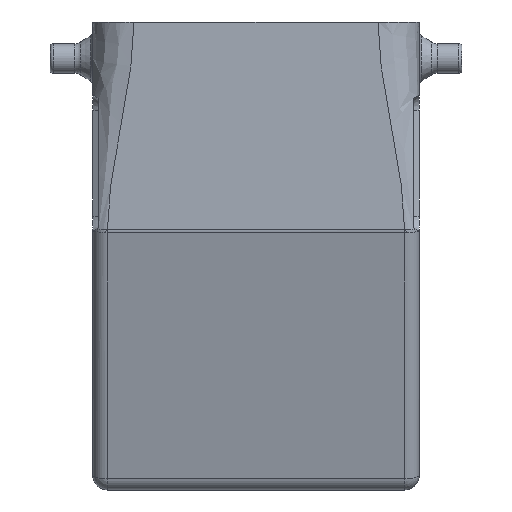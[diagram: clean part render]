
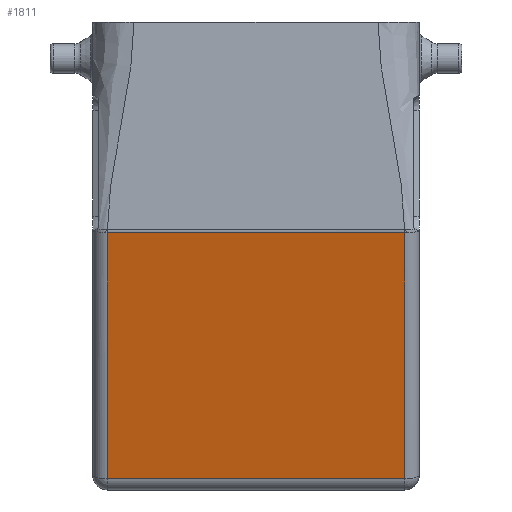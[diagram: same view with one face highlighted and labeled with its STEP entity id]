
A CAD part, left-side view. The second image highlights one B-rep face of the part: STEP entity #1811.
In plain terms, the highlighted planar face has unit normal (-0.973, 0, -0.232).
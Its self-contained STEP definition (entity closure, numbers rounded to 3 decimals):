
#337=PLANE('',#6958);
#669=LINE('',#9868,#1268);
#695=LINE('',#10056,#1294);
#696=LINE('',#10057,#1295);
#697=LINE('',#10058,#1296);
#1268=VECTOR('',#7866,1.);
#1294=VECTOR('',#7990,1.);
#1295=VECTOR('',#7991,1.);
#1296=VECTOR('',#7992,1.);
#1811=ADVANCED_FACE('NONE',(#2283),#337,.T.);
#2283=FACE_OUTER_BOUND('',#2662,.T.);
#2662=EDGE_LOOP('',(#3723,#3724,#3725,#3726));
#3723=ORIENTED_EDGE('',*,*,#5982,.T.);
#3724=ORIENTED_EDGE('',*,*,#6046,.F.);
#3725=ORIENTED_EDGE('',*,*,#6047,.F.);
#3726=ORIENTED_EDGE('',*,*,#6048,.F.);
#5278=VERTEX_POINT('',#9867);
#5279=VERTEX_POINT('',#9869);
#5298=VERTEX_POINT('',#9938);
#5303=VERTEX_POINT('',#9960);
#5982=EDGE_CURVE('NONE',#5279,#5278,#669,.T.);
#6046=EDGE_CURVE('NONE',#5298,#5278,#695,.T.);
#6047=EDGE_CURVE('NONE',#5303,#5298,#696,.T.);
#6048=EDGE_CURVE('NONE',#5279,#5303,#697,.T.);
#6958=AXIS2_PLACEMENT_3D('',#10059,#7993,#7994);
#7866=DIRECTION('',(0.,-1.,0.));
#7990=DIRECTION('',(0.232,0.,-0.973));
#7991=DIRECTION('',(0.,-1.,0.));
#7992=DIRECTION('',(-0.232,0.,0.973));
#7993=DIRECTION('',(-0.973,0.,-0.232));
#7994=DIRECTION('',(-0.232,0.,0.973));
#9867=CARTESIAN_POINT('',(-30.958,-25.25,-77.08));
#9868=CARTESIAN_POINT('',(-30.958,-28.,-77.08));
#9869=CARTESIAN_POINT('',(-30.958,25.25,-77.08));
#9938=CARTESIAN_POINT('',(-40.932,-25.25,-35.286));
#9960=CARTESIAN_POINT('',(-40.932,25.25,-35.286));
#10056=CARTESIAN_POINT('',(-46.693,-25.25,-11.143));
#10057=CARTESIAN_POINT('',(-40.932,-28.,-35.286));
#10058=CARTESIAN_POINT('',(-30.5,25.25,-79.));
#10059=CARTESIAN_POINT('',(-30.5,-28.,-79.));
